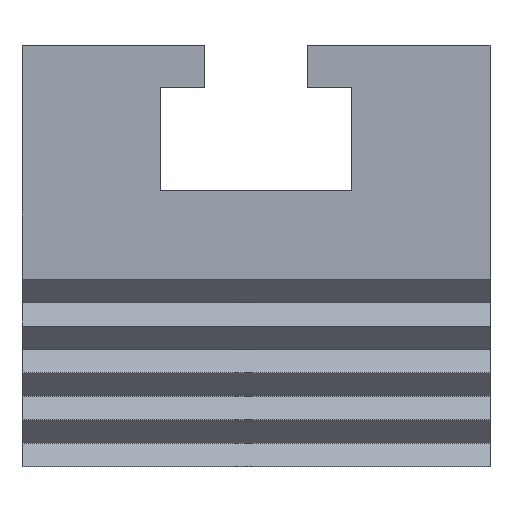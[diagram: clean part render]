
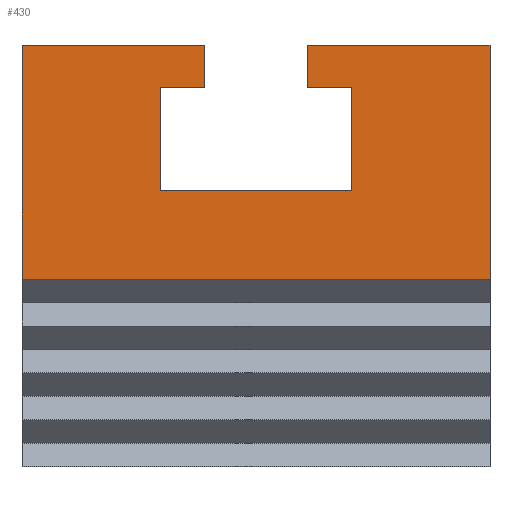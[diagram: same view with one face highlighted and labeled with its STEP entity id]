
A CAD part, top view. The second image highlights one B-rep face of the part: STEP entity #430.
In plain terms, the highlighted planar face has unit normal (0, 0, 1).
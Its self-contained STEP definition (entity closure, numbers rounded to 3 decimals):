
#24=FACE_OUTER_BOUND('',#46,.T.);
#46=EDGE_LOOP('',(#323,#324,#325,#326,#327,#328,#329,#330,#331,#332,#333,
#334));
#72=LINE('',#611,#132);
#87=LINE('',#638,#147);
#88=LINE('',#641,#148);
#89=LINE('',#643,#149);
#90=LINE('',#645,#150);
#91=LINE('',#647,#151);
#92=LINE('',#649,#152);
#93=LINE('',#651,#153);
#94=LINE('',#653,#154);
#95=LINE('',#655,#155);
#96=LINE('',#657,#156);
#97=LINE('',#658,#157);
#132=VECTOR('',#496,10.);
#147=VECTOR('',#521,10.);
#148=VECTOR('',#524,10.);
#149=VECTOR('',#525,10.);
#150=VECTOR('',#526,10.);
#151=VECTOR('',#527,10.);
#152=VECTOR('',#528,10.);
#153=VECTOR('',#529,10.);
#154=VECTOR('',#530,10.);
#155=VECTOR('',#531,10.);
#156=VECTOR('',#532,10.);
#157=VECTOR('',#533,10.);
#191=VERTEX_POINT('',#608);
#192=VERTEX_POINT('',#610);
#199=VERTEX_POINT('',#636);
#200=VERTEX_POINT('',#640);
#201=VERTEX_POINT('',#642);
#202=VERTEX_POINT('',#644);
#203=VERTEX_POINT('',#646);
#204=VERTEX_POINT('',#648);
#205=VERTEX_POINT('',#650);
#206=VERTEX_POINT('',#652);
#207=VERTEX_POINT('',#654);
#208=VERTEX_POINT('',#656);
#232=EDGE_CURVE('',#192,#191,#72,.T.);
#247=EDGE_CURVE('',#191,#199,#87,.T.);
#248=EDGE_CURVE('',#199,#200,#88,.T.);
#249=EDGE_CURVE('',#200,#201,#89,.T.);
#250=EDGE_CURVE('',#201,#202,#90,.T.);
#251=EDGE_CURVE('',#202,#203,#91,.T.);
#252=EDGE_CURVE('',#203,#204,#92,.T.);
#253=EDGE_CURVE('',#204,#205,#93,.T.);
#254=EDGE_CURVE('',#205,#206,#94,.T.);
#255=EDGE_CURVE('',#206,#207,#95,.T.);
#256=EDGE_CURVE('',#207,#208,#96,.T.);
#257=EDGE_CURVE('',#208,#192,#97,.T.);
#323=ORIENTED_EDGE('',*,*,#232,.T.);
#324=ORIENTED_EDGE('',*,*,#247,.T.);
#325=ORIENTED_EDGE('',*,*,#248,.T.);
#326=ORIENTED_EDGE('',*,*,#249,.T.);
#327=ORIENTED_EDGE('',*,*,#250,.T.);
#328=ORIENTED_EDGE('',*,*,#251,.T.);
#329=ORIENTED_EDGE('',*,*,#252,.T.);
#330=ORIENTED_EDGE('',*,*,#253,.T.);
#331=ORIENTED_EDGE('',*,*,#254,.T.);
#332=ORIENTED_EDGE('',*,*,#255,.T.);
#333=ORIENTED_EDGE('',*,*,#256,.T.);
#334=ORIENTED_EDGE('',*,*,#257,.T.);
#408=PLANE('',#460);
#430=ADVANCED_FACE('',(#24),#408,.T.);
#460=AXIS2_PLACEMENT_3D('',#639,#522,#523);
#496=DIRECTION('',(1.,0.,0.));
#521=DIRECTION('',(0.,1.,0.));
#522=DIRECTION('center_axis',(0.,0.,1.));
#523=DIRECTION('ref_axis',(1.,0.,0.));
#524=DIRECTION('',(-1.,0.,0.));
#525=DIRECTION('',(0.,-1.,0.));
#526=DIRECTION('',(1.,0.,0.));
#527=DIRECTION('',(0.,-1.,0.));
#528=DIRECTION('',(-1.,0.,0.));
#529=DIRECTION('',(0.,1.,0.));
#530=DIRECTION('',(1.,0.,0.));
#531=DIRECTION('',(0.,1.,0.));
#532=DIRECTION('',(-1.,0.,0.));
#533=DIRECTION('',(0.,-1.,0.));
#608=CARTESIAN_POINT('',(10.,4.,3.));
#610=CARTESIAN_POINT('',(0.,4.,3.));
#611=CARTESIAN_POINT('',(2.5,4.,3.));
#636=CARTESIAN_POINT('',(10.,9.,3.));
#638=CARTESIAN_POINT('',(10.,0.,3.));
#639=CARTESIAN_POINT('Origin',(5.,4.5,3.));
#640=CARTESIAN_POINT('',(6.1,9.,3.));
#641=CARTESIAN_POINT('',(10.,9.,3.));
#642=CARTESIAN_POINT('',(6.1,8.1,3.));
#643=CARTESIAN_POINT('',(6.1,6.75,3.));
#644=CARTESIAN_POINT('',(7.05,8.1,3.));
#645=CARTESIAN_POINT('',(3.975,8.1,3.));
#646=CARTESIAN_POINT('',(7.05,5.9,3.));
#647=CARTESIAN_POINT('',(7.05,6.3,3.));
#648=CARTESIAN_POINT('',(2.95,5.9,3.));
#649=CARTESIAN_POINT('',(6.025,5.9,3.));
#650=CARTESIAN_POINT('',(2.95,8.1,3.));
#651=CARTESIAN_POINT('',(2.95,5.2,3.));
#652=CARTESIAN_POINT('',(3.9,8.1,3.));
#653=CARTESIAN_POINT('',(3.975,8.1,3.));
#654=CARTESIAN_POINT('',(3.9,9.,3.));
#655=CARTESIAN_POINT('',(3.9,5.85,3.));
#656=CARTESIAN_POINT('',(0.,9.,3.));
#657=CARTESIAN_POINT('',(10.,9.,3.));
#658=CARTESIAN_POINT('',(0.,9.,3.));
